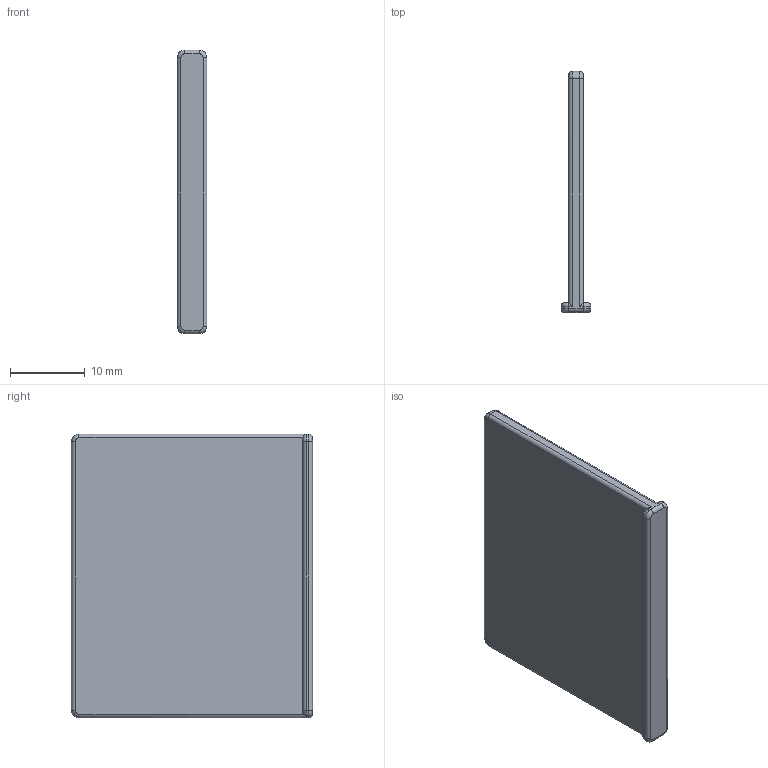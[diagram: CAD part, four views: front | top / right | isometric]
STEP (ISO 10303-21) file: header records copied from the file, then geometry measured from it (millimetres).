
FILE_DESCRIPTION(/* description */ (''),/* implementation_level */ '2;1');
FILE_NAME(/* name */ 'Tall Conveyor-belt Insert.ipt.step',/* time_stamp */ '2020-04-16T22:53:20-04:00',/* author */ ('Jordan'),/* organization */ (''),/* preprocessor_version */ 'ST-DEVELOPER v17',/* originating_system */ 'Autodesk Inventor 2019',/* authorisation */ '');
FILE_SCHEMA (('AUTOMOTIVE_DESIGN { 1 0 10303 214 3 1 1 }'));
Length unit declared in the file: inch
Products named in the file (1): Tall Conveyor-belt Insert
Bounding box: 4 x 32.3 x 38 mm (x, y, z)
Volume: 2532.4 mm3; surface area: 2809.5 mm2
Topology: 1 solids, 1 shells, 44 faces, 94 edges, 52 vertices
Faces by surface type: cylinder 22, bspline 12, plane 10
Entity records: 1692 total; most frequent: CARTESIAN_POINT 725, DIRECTION 206, ORIENTED_EDGE 188, EDGE_CURVE 94, AXIS2_PLACEMENT_3D 82, VERTEX_POINT 52, CIRCLE 45, FACE_OUTER_BOUND 44
